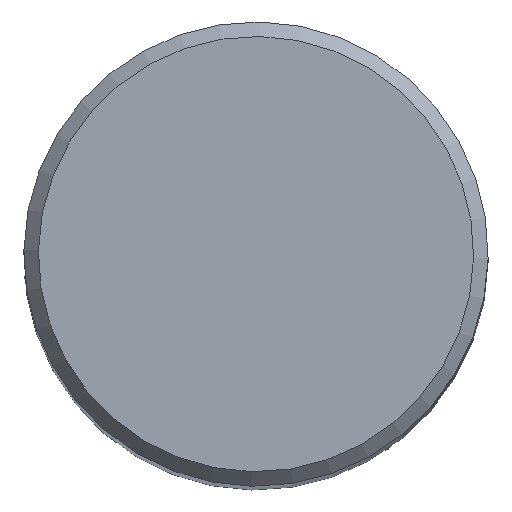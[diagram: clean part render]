
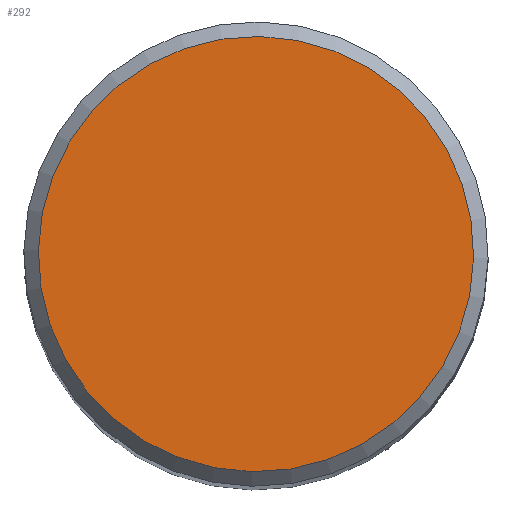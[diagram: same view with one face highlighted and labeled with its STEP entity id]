
A CAD part, top view. The second image highlights one B-rep face of the part: STEP entity #292.
In plain terms, the highlighted planar face has unit normal (0, 0, 1).
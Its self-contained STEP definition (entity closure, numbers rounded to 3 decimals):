
#137=PLANE('',#1690);
#292=ADVANCED_FACE('',(#388),#137,.T.);
#388=FACE_OUTER_BOUND('',#468,.T.);
#468=EDGE_LOOP('',(#854));
#854=ORIENTED_EDGE('',*,*,#1397,.F.);
#1207=VERTEX_POINT('',#2951);
#1397=EDGE_CURVE('',#1207,#1207,#1497,.T.);
#1497=CIRCLE('',#1689,14.994);
#1689=AXIS2_PLACEMENT_3D('',#2950,#1961,#1962);
#1690=AXIS2_PLACEMENT_3D('',#2952,#1963,#1964);
#1961=DIRECTION('',(0.,0.,-1.));
#1962=DIRECTION('',(0.326,-0.946,0.));
#1963=DIRECTION('',(0.,0.,1.));
#1964=DIRECTION('',(-0.326,0.946,0.));
#2950=CARTESIAN_POINT('',(0.,0.,0.));
#2951=CARTESIAN_POINT('',(4.882,-14.177,0.));
#2952=CARTESIAN_POINT('',(-14.994,0.,0.));
